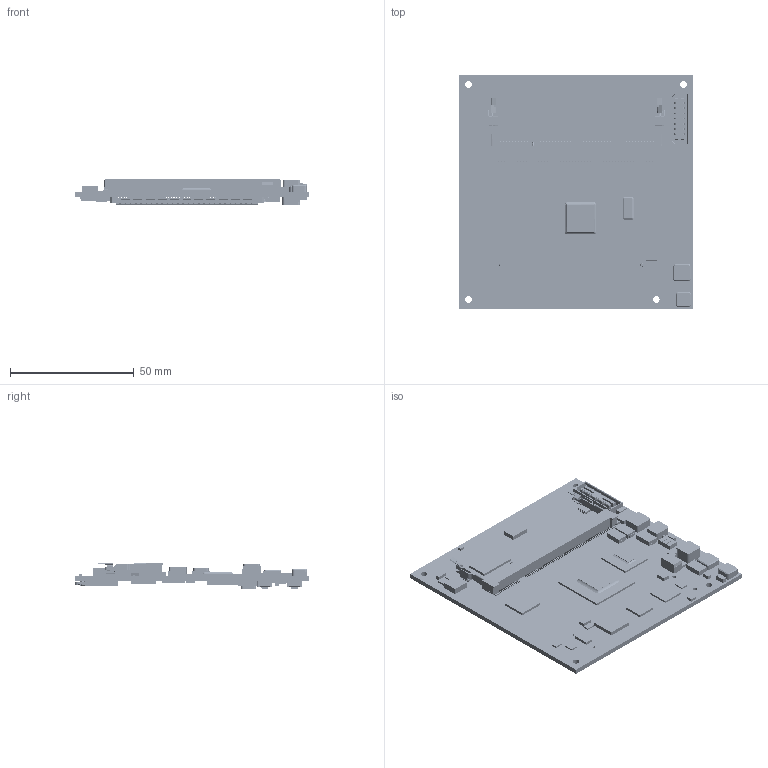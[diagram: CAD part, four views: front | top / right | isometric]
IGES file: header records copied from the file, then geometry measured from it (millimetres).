
Start section: SolidWorks IGES file using analytic representation for surfaces
Global section: file name: woodpecker_v01_00.IGS; native system: SolidWorks 2011; preprocessor: SolidWorks 2011; author: favre; date: 110127.145122; units: millimetre
Bounding box: 95 x 95 x 10.82 mm (x, y, z)
Surface area: 35578.1 mm2 (no closed solid volume)
Topology: 0 solids, 0 shells, 14361 faces, 96576 edges, 96570 vertices
Faces by surface type: bspline 12998, revolution 1363
